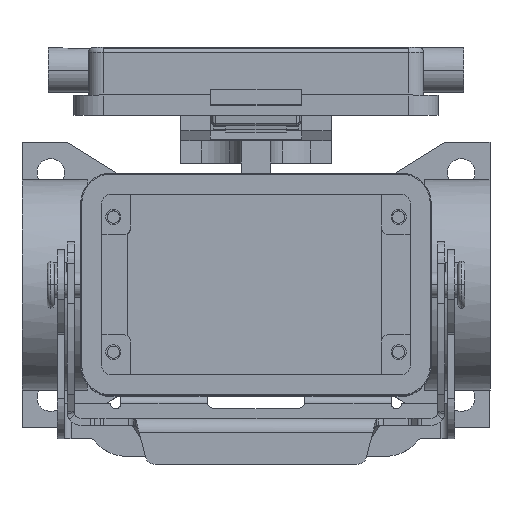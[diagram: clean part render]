
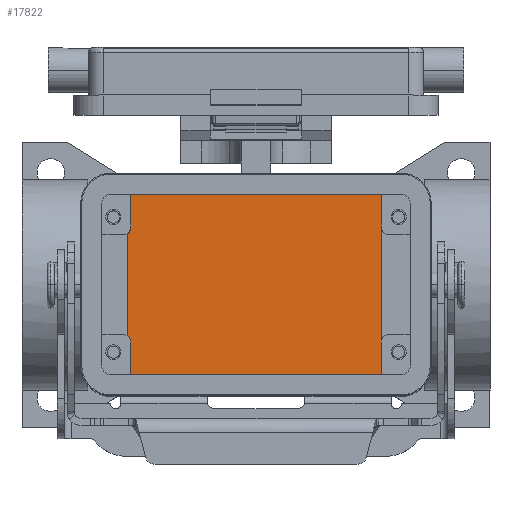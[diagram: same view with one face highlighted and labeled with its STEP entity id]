
A CAD part, top view. The second image highlights one B-rep face of the part: STEP entity #17822.
In plain terms, the highlighted planar face has unit normal (0, 0, 1).
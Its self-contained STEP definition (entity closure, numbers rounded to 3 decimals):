
#17749=CARTESIAN_POINT('',(0.,0.,-62.0));
#17750=DIRECTION('',(0.0,0.0,1.0));
#17751=DIRECTION('',(1.0,0.0,0.0));
#17752=AXIS2_PLACEMENT_3D('',#17749,#17750,#17751);
#17753=PLANE('',#17752);
#17754=CARTESIAN_POINT('',(-25.75,10.201,-62.0));
#17755=VERTEX_POINT('',#17754);
#17756=CARTESIAN_POINT('',(-25.75,-10.201,-62.0));
#17757=VERTEX_POINT('',#17756);
#17758=CARTESIAN_POINT('',(-25.75,10.201,-62.0));
#17759=DIRECTION('',(0.0,-1.0,0.0));
#17760=VECTOR('',#17759,20.402);
#17761=LINE('',#17758,#17760);
#17762=EDGE_CURVE('',#17755,#17757,#17761,.T.);
#17763=ORIENTED_EDGE('',*,*,#17762,.T.);
#17764=CARTESIAN_POINT('',(-25.0,-11.5,-62.));
#17765=VERTEX_POINT('',#17764);
#17766=CARTESIAN_POINT('',(-26.5,-11.5,-62.0));
#17767=DIRECTION('',(0.0,0.0,-1.0));
#17768=DIRECTION('',(-1.0,0.0,0.0));
#17769=AXIS2_PLACEMENT_3D('',#17766,#17767,#17768);
#17770=CIRCLE('',#17769,1.5);
#17771=EDGE_CURVE('',#17757,#17765,#17770,.T.);
#17772=ORIENTED_EDGE('',*,*,#17771,.T.);
#17773=CARTESIAN_POINT('',(-25.0,-18.25,-62.));
#17774=VERTEX_POINT('',#17773);
#17775=CARTESIAN_POINT('',(-25.0,-11.5,-62.));
#17776=DIRECTION('',(0.0,-1.0,0.0));
#17777=VECTOR('',#17776,6.75);
#17778=LINE('',#17775,#17777);
#17779=EDGE_CURVE('',#17765,#17774,#17778,.T.);
#17780=ORIENTED_EDGE('',*,*,#17779,.T.);
#17781=CARTESIAN_POINT('',(25.0,-18.25,-62.));
#17782=VERTEX_POINT('',#17781);
#17783=CARTESIAN_POINT('',(-25.0,-18.25,-62.));
#17784=DIRECTION('',(1.0,0.0,0.0));
#17785=VECTOR('',#17784,50.0);
#17786=LINE('',#17783,#17785);
#17787=EDGE_CURVE('',#17774,#17782,#17786,.T.);
#17788=ORIENTED_EDGE('',*,*,#17787,.T.);
#17789=CARTESIAN_POINT('',(25.,18.25,-62.));
#17790=VERTEX_POINT('',#17789);
#17791=CARTESIAN_POINT('',(25.0,-18.25,-62.));
#17792=DIRECTION('',(0.0,1.0,0.0));
#17793=VECTOR('',#17792,36.5);
#17794=LINE('',#17791,#17793);
#17795=EDGE_CURVE('',#17782,#17790,#17794,.T.);
#17796=ORIENTED_EDGE('',*,*,#17795,.T.);
#17797=CARTESIAN_POINT('',(-25.0,18.25,-62.));
#17798=VERTEX_POINT('',#17797);
#17799=CARTESIAN_POINT('',(25.,18.25,-62.));
#17800=DIRECTION('',(-1.0,0.0,0.0));
#17801=VECTOR('',#17800,50.);
#17802=LINE('',#17799,#17801);
#17803=EDGE_CURVE('',#17790,#17798,#17802,.T.);
#17804=ORIENTED_EDGE('',*,*,#17803,.T.);
#17805=CARTESIAN_POINT('',(-25.,11.5,-62.));
#17806=VERTEX_POINT('',#17805);
#17807=CARTESIAN_POINT('',(-25.0,18.25,-62.));
#17808=DIRECTION('',(0.0,-1.0,0.0));
#17809=VECTOR('',#17808,6.75);
#17810=LINE('',#17807,#17809);
#17811=EDGE_CURVE('',#17798,#17806,#17810,.T.);
#17812=ORIENTED_EDGE('',*,*,#17811,.T.);
#17813=CARTESIAN_POINT('',(-26.5,11.5,-62.0));
#17814=DIRECTION('',(0.0,0.0,-1.0));
#17815=DIRECTION('',(0.0,-1.0,0.0));
#17816=AXIS2_PLACEMENT_3D('',#17813,#17814,#17815);
#17817=CIRCLE('',#17816,1.5);
#17818=EDGE_CURVE('',#17806,#17755,#17817,.T.);
#17819=ORIENTED_EDGE('',*,*,#17818,.T.);
#17820=EDGE_LOOP('',(#17763,#17772,#17780,#17788,#17796,#17804,#17812,#17819));
#17821=FACE_OUTER_BOUND('',#17820,.T.);
#17822=ADVANCED_FACE('',(#17821),#17753,.T.);
